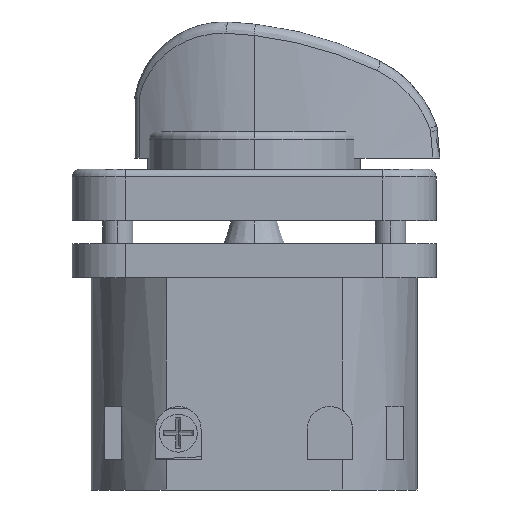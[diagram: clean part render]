
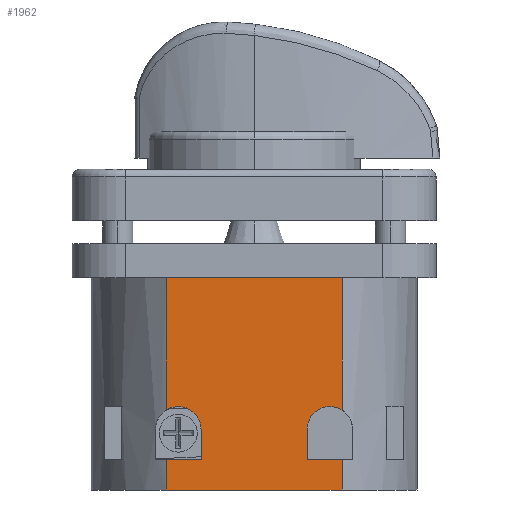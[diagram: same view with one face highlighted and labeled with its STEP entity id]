
A CAD part, left-side view. The second image highlights one B-rep face of the part: STEP entity #1962.
In plain terms, the highlighted planar face has unit normal (-1, 0, 0).
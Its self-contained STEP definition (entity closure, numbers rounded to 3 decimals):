
#75 = VECTOR ( 'NONE', #2123, 1000. ) ;
#91 = VERTEX_POINT ( 'NONE', #7021 ) ;
#100 = LINE ( 'NONE', #5516, #75 ) ;
#196 = CARTESIAN_POINT ( 'NONE',  ( -18.1, 11.603, -28.5 ) ) ;
#254 = CARTESIAN_POINT ( 'NONE',  ( -18.1, -11.603, -21.964 ) ) ;
#358 = ORIENTED_EDGE ( 'NONE', *, *, #7382, .F. ) ;
#405 = DIRECTION ( 'NONE',  ( 1., 0., 0. ) ) ;
#431 = DIRECTION ( 'NONE',  ( 0., 0., -1. ) ) ;
#522 = CARTESIAN_POINT ( 'NONE',  ( -18.1, 11.603, -4.5 ) ) ;
#690 = LINE ( 'NONE', #1811, #920 ) ;
#892 = ORIENTED_EDGE ( 'NONE', *, *, #3129, .F. ) ;
#920 = VECTOR ( 'NONE', #6581, 1000. ) ;
#931 = CARTESIAN_POINT ( 'NONE',  ( -18.1, -11.603, -4.5 ) ) ;
#949 = ORIENTED_EDGE ( 'NONE', *, *, #8713, .T. ) ;
#967 = ORIENTED_EDGE ( 'NONE', *, *, #2723, .F. ) ;
#1020 = ORIENTED_EDGE ( 'NONE', *, *, #5383, .F. ) ;
#1073 = CARTESIAN_POINT ( 'NONE',  ( -18.1, 10., -21.5 ) ) ;
#1472 = DIRECTION ( 'NONE',  ( -1., 0., 0. ) ) ;
#1771 = ORIENTED_EDGE ( 'NONE', *, *, #5022, .T. ) ;
#1811 = CARTESIAN_POINT ( 'NONE',  ( -18.1, 11.603, -32.5 ) ) ;
#1858 = ORIENTED_EDGE ( 'NONE', *, *, #2582, .T. ) ;
#1887 = ORIENTED_EDGE ( 'NONE', *, *, #4943, .T. ) ;
#1930 = ORIENTED_EDGE ( 'NONE', *, *, #4653, .T. ) ;
#1962 = ADVANCED_FACE ( 'NONE', ( #7002 ), #6238, .T. ) ;
#2036 = CARTESIAN_POINT ( 'NONE',  ( -18.1, -11.603, -28.5 ) ) ;
#2061 = CARTESIAN_POINT ( 'NONE',  ( -18.1, -10., -24.5 ) ) ;
#2123 = DIRECTION ( 'NONE',  ( 0., 0., 1. ) ) ;
#2148 = VERTEX_POINT ( 'NONE', #6176 ) ;
#2243 = EDGE_CURVE ( 'NONE', #3636, #91, #6531, .T. ) ;
#2310 = VERTEX_POINT ( 'NONE', #2036 ) ;
#2361 = VERTEX_POINT ( 'NONE', #4844 ) ;
#2582 = EDGE_CURVE ( 'NONE', #7868, #2148, #5630, .T. ) ;
#2613 = DIRECTION ( 'NONE',  ( 0., 0., -1. ) ) ;
#2723 = EDGE_CURVE ( 'NONE', #5629, #7068, #5117, .T. ) ;
#2733 = DIRECTION ( 'NONE',  ( 0., 0., -1. ) ) ;
#2740 = CARTESIAN_POINT ( 'NONE',  ( -18.1, -11.603, -32.5 ) ) ;
#2929 = DIRECTION ( 'NONE',  ( 0., 0., -1. ) ) ;
#3035 = ORIENTED_EDGE ( 'NONE', *, *, #4250, .F. ) ;
#3058 = DIRECTION ( 'NONE',  ( -1., 0., 0. ) ) ;
#3092 = ORIENTED_EDGE ( 'NONE', *, *, #4005, .T. ) ;
#3129 = EDGE_CURVE ( 'NONE', #7044, #5030, #4147, .T. ) ;
#3159 = ORIENTED_EDGE ( 'NONE', *, *, #8675, .T. ) ;
#3251 = EDGE_CURVE ( 'NONE', #91, #2310, #3618, .T. ) ;
#3493 = CARTESIAN_POINT ( 'NONE',  ( -18.1, 11.603, -32.5 ) ) ;
#3537 = VECTOR ( 'NONE', #6299, 1000. ) ;
#3601 = CARTESIAN_POINT ( 'NONE',  ( -18.1, 11.603, -4.5 ) ) ;
#3618 = LINE ( 'NONE', #4924, #3537 ) ;
#3636 = VERTEX_POINT ( 'NONE', #7764 ) ;
#3655 = CARTESIAN_POINT ( 'NONE',  ( -18.1, 7., -28.5 ) ) ;
#3969 = VECTOR ( 'NONE', #8371, 1000. ) ;
#4005 = EDGE_CURVE ( 'NONE', #6739, #8130, #690, .T. ) ;
#4050 = LINE ( 'NONE', #4964, #3969 ) ;
#4142 = CIRCLE ( 'NONE', #4390, 3. ) ;
#4147 = CIRCLE ( 'NONE', #6529, 3. ) ;
#4180 = CARTESIAN_POINT ( 'NONE',  ( -18.1, 11.603, -32.5 ) ) ;
#4237 = EDGE_LOOP ( 'NONE', ( #4723, #7626, #358, #892, #949, #967, #1020, #1771, #1858, #1887, #1930, #3035, #3092, #3159 ) ) ;
#4250 = EDGE_CURVE ( 'NONE', #6739, #5508, #100, .T. ) ;
#4390 = AXIS2_PLACEMENT_3D ( 'NONE', #7112, #3058, #7809 ) ;
#4391 = VECTOR ( 'NONE', #6843, 1000. ) ;
#4434 = CARTESIAN_POINT ( 'NONE',  ( -18.1, 10., -24.5 ) ) ;
#4460 = DIRECTION ( 'NONE',  ( 1., 0., 0. ) ) ;
#4504 = LINE ( 'NONE', #2740, #4391 ) ;
#4653 = EDGE_CURVE ( 'NONE', #2361, #5508, #7425, .T. ) ;
#4723 = ORIENTED_EDGE ( 'NONE', *, *, #3251, .F. ) ;
#4844 = CARTESIAN_POINT ( 'NONE',  ( -18.1, 7., -28.5 ) ) ;
#4924 = CARTESIAN_POINT ( 'NONE',  ( -18.1, -13., -28.5 ) ) ;
#4943 = EDGE_CURVE ( 'NONE', #2148, #2361, #7006, .T. ) ;
#4964 = CARTESIAN_POINT ( 'NONE',  ( -18.1, -11.603, -32.5 ) ) ;
#5022 = EDGE_CURVE ( 'NONE', #5836, #7868, #6748, .T. ) ;
#5030 = VERTEX_POINT ( 'NONE', #7081 ) ;
#5097 = VECTOR ( 'NONE', #7947, 1000. ) ;
#5099 = DIRECTION ( 'NONE',  ( 0., 0., -1. ) ) ;
#5117 = LINE ( 'NONE', #522, #5097 ) ;
#5383 = EDGE_CURVE ( 'NONE', #5836, #5629, #6380, .T. ) ;
#5508 = VERTEX_POINT ( 'NONE', #196 ) ;
#5515 = CARTESIAN_POINT ( 'NONE',  ( -18.1, 13., -28.5 ) ) ;
#5516 = CARTESIAN_POINT ( 'NONE',  ( -18.1, 11.603, -32.5 ) ) ;
#5536 = DIRECTION ( 'NONE',  ( 0., 0., 1. ) ) ;
#5629 = VERTEX_POINT ( 'NONE', #3601 ) ;
#5630 = CIRCLE ( 'NONE', #6673, 3. ) ;
#5788 = AXIS2_PLACEMENT_3D ( 'NONE', #8518, #4460, #431 ) ;
#5836 = VERTEX_POINT ( 'NONE', #7092 ) ;
#6176 = CARTESIAN_POINT ( 'NONE',  ( -18.1, 7., -24.5 ) ) ;
#6198 = VECTOR ( 'NONE', #8237, 1000. ) ;
#6238 = PLANE ( 'NONE',  #6840 ) ;
#6299 = DIRECTION ( 'NONE',  ( 0., -1., 0. ) ) ;
#6380 = LINE ( 'NONE', #3493, #6198 ) ;
#6529 = AXIS2_PLACEMENT_3D ( 'NONE', #2061, #6835, #2733 ) ;
#6531 = LINE ( 'NONE', #6732, #6650 ) ;
#6581 = DIRECTION ( 'NONE',  ( 0., -1., 0. ) ) ;
#6650 = VECTOR ( 'NONE', #2613, 1000. ) ;
#6673 = AXIS2_PLACEMENT_3D ( 'NONE', #4434, #405, #5099 ) ;
#6676 = CARTESIAN_POINT ( 'NONE',  ( -18.1, -11.603, -32.5 ) ) ;
#6732 = CARTESIAN_POINT ( 'NONE',  ( -18.1, -7., -28.5 ) ) ;
#6739 = VERTEX_POINT ( 'NONE', #4180 ) ;
#6748 = CIRCLE ( 'NONE', #5788, 3. ) ;
#6835 = DIRECTION ( 'NONE',  ( -1., 0., 0. ) ) ;
#6840 = AXIS2_PLACEMENT_3D ( 'NONE', #8275, #1472, #5536 ) ;
#6843 = DIRECTION ( 'NONE',  ( 0., 0., 1. ) ) ;
#6892 = DIRECTION ( 'NONE',  ( 0., 1., 0. ) ) ;
#6923 = VECTOR ( 'NONE', #2929, 1000. ) ;
#7002 = FACE_OUTER_BOUND ( 'NONE', #4237, .T. ) ;
#7006 = LINE ( 'NONE', #3655, #6923 ) ;
#7021 = CARTESIAN_POINT ( 'NONE',  ( -18.1, -7., -28.5 ) ) ;
#7044 = VERTEX_POINT ( 'NONE', #254 ) ;
#7068 = VERTEX_POINT ( 'NONE', #931 ) ;
#7081 = CARTESIAN_POINT ( 'NONE',  ( -18.1, -10., -21.5 ) ) ;
#7092 = CARTESIAN_POINT ( 'NONE',  ( -18.1, 11.603, -21.964 ) ) ;
#7112 = CARTESIAN_POINT ( 'NONE',  ( -18.1, -10., -24.5 ) ) ;
#7332 = VECTOR ( 'NONE', #6892, 1000. ) ;
#7382 = EDGE_CURVE ( 'NONE', #5030, #3636, #4142, .T. ) ;
#7425 = LINE ( 'NONE', #5515, #7332 ) ;
#7626 = ORIENTED_EDGE ( 'NONE', *, *, #2243, .F. ) ;
#7764 = CARTESIAN_POINT ( 'NONE',  ( -18.1, -7., -24.5 ) ) ;
#7809 = DIRECTION ( 'NONE',  ( 0., 0., -1. ) ) ;
#7868 = VERTEX_POINT ( 'NONE', #1073 ) ;
#7947 = DIRECTION ( 'NONE',  ( 0., -1., 0. ) ) ;
#8130 = VERTEX_POINT ( 'NONE', #6676 ) ;
#8237 = DIRECTION ( 'NONE',  ( 0., 0., 1. ) ) ;
#8275 = CARTESIAN_POINT ( 'NONE',  ( -18.1, 11.603, -32.5 ) ) ;
#8371 = DIRECTION ( 'NONE',  ( 0., 0., 1. ) ) ;
#8518 = CARTESIAN_POINT ( 'NONE',  ( -18.1, 10., -24.5 ) ) ;
#8675 = EDGE_CURVE ( 'NONE', #8130, #2310, #4504, .T. ) ;
#8713 = EDGE_CURVE ( 'NONE', #7044, #7068, #4050, .T. ) ;
